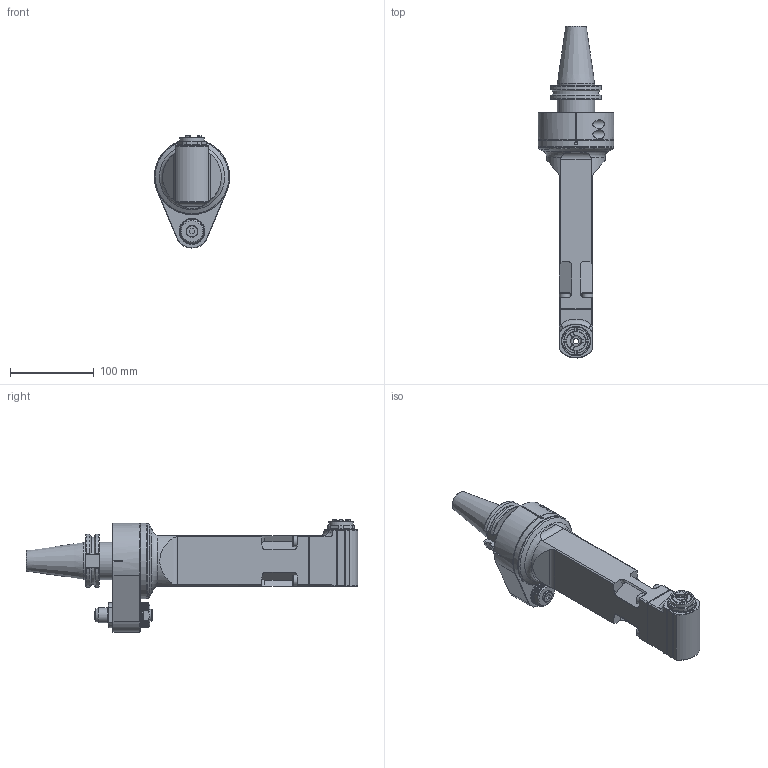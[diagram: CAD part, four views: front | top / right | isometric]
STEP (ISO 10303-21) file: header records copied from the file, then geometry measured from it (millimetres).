
FILE_DESCRIPTION(/* description */ (''),/* implementation_level */ '2;1');
FILE_NAME(/* name */ '9.G90.10L00-240-12C40.stp',/* time_stamp */ '2024-01-23T10:04:25-05:00',/* author */ ('jkrenzer'),/* organization */ (''),/* preprocessor_version */ 'ST-DEVELOPER v18.1',/* originating_system */ 'Autodesk Inventor 2022',/* authorisation */ '');
FILE_SCHEMA (('AUTOMOTIVE_DESIGN { 1 0 10303 214 3 1 1 }'));
Length unit declared in the file: millimetre
Products named in the file (3): 9.G90.10L00-240-12C40; 9_GA1_446_1 (Classic, Type 1, Cat40, 65mm); 9_G90_10L240
Assembly tree (2 placements, depth 2):
  9.G90.10L00-240-12C40
    9_GA1_446_1 (Classic, Type 1, Cat40, 65mm)
    9_G90_10L240
Bounding box: 90 x 396.56 x 134 mm (x, y, z)
Volume: 752713.4 mm3; surface area: 195208.9 mm2
Topology: 4 solids, 7 shells, 1525 faces, 4039 edges, 2619 vertices
Faces by surface type: plane 950, cylinder 256, cone 235, bspline 65, torus 19
Full cylindrical faces by diameter (mm): 2.5 x4, 3 x4, 3.3 x1, 4 x5, 4.2 x11, 5 x4, 6 x3, 6.5 x1, 7 x2, 7.8 x2, 8 x1, 8.5 x5, 10 x3, 10.5 x3, 10.6 x1, 11 x1, 13 x5, 14 x5, 15.2 x1, 15.8 x1, 15.875 x1, 15.9 x1, 16 x1, 16.28 x1, 17 x2, 17.287 x1, 18 x4, 19 x1, 20 x2, 23 x1
Entity records: 52089 total; most frequent: CARTESIAN_POINT 14134, ORIENTED_EDGE 8039, DIRECTION 7689, EDGE_CURVE 4021, VERTEX_POINT 2619, LINE 2577, VECTOR 2577, AXIS2_PLACEMENT_3D 2556
